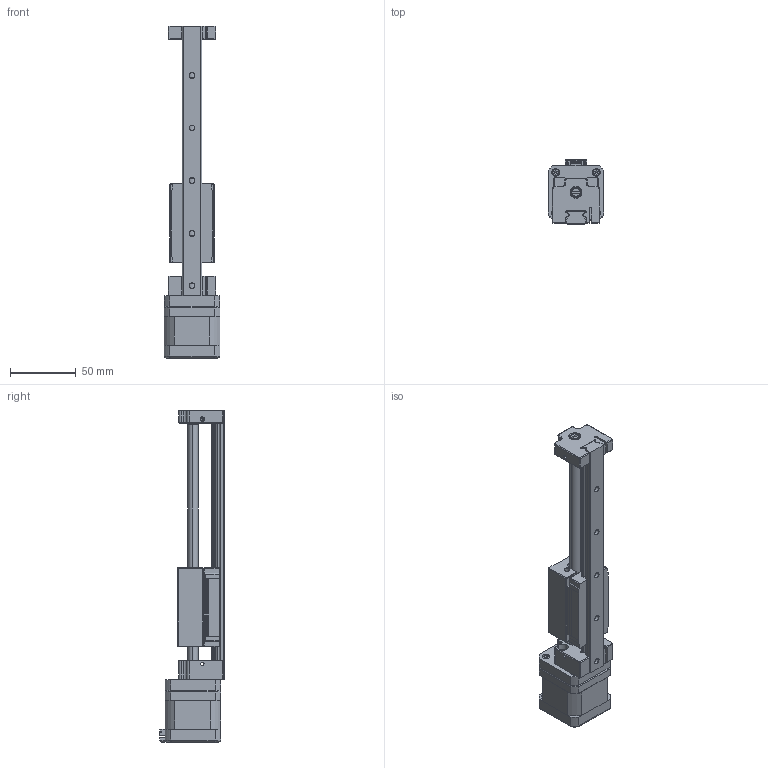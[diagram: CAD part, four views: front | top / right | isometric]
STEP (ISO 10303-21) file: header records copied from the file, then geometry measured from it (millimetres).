
FILE_DESCRIPTION (( 'STEP AP203' ), '1' );
FILE_NAME ('MS42-3A10T-LBX2-100-0.STEP', '2019-05-05T05:11:04', ( '' ), ( '' ), 'SwSTEP 2.0', 'SolidWorks 2014', '' );
FILE_SCHEMA (( 'CONFIG_CONTROL_DESIGN' ));
Length unit declared in the file: inch
Products named in the file (1): MS42-3A10T-LBX2-100-0
Bounding box: 42.2 x 48.85 x 252.3 mm (x, y, z)
Surface area: 55039.8 mm2 (no closed solid volume)
Topology: 0 solids, 36 shells, 670 faces, 2160 edges, 1486 vertices
Faces by surface type: plane 355, cylinder 164, cone 125, torus 10, bspline 8, sphere 8
Entity records: 24737 total; most frequent: CARTESIAN_POINT 5695, DIRECTION 3974, ORIENTED_EDGE 3615, EDGE_CURVE 2156, VERTEX_POINT 1486, LINE 1356, VECTOR 1356, AXIS2_PLACEMENT_3D 1309
